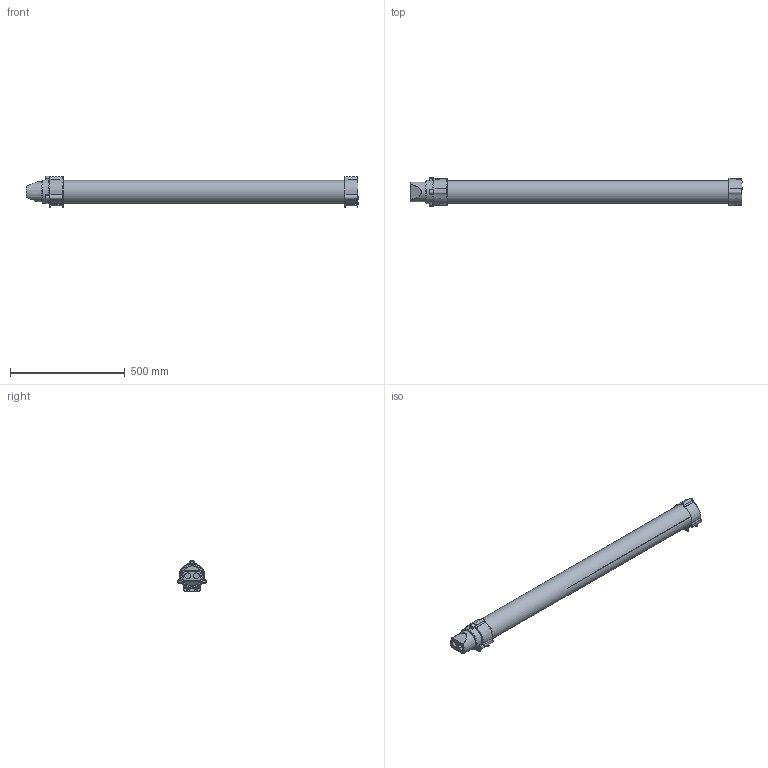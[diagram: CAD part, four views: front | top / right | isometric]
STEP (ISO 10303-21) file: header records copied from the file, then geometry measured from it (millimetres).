
FILE_DESCRIPTION (( 'STEP AP214' ), '1' );
FILE_NAME ('DP_MAX_1200.STEP', '2025-01-24T14:18:31', ( '' ), ( '' ), 'SwSTEP 2.0', 'SolidWorks 2022', '' );
FILE_SCHEMA (( 'AUTOMOTIVE_DESIGN' ));
Length unit declared in the file: millimetre
Products named in the file (1): DP_MAX_1200
Bounding box: 1447 x 125.29 x 137.79 mm (x, y, z)
Volume: 1596123.3 mm3; surface area: 1140241.5 mm2
Topology: 4 solids, 4 shells, 1160 faces, 2762 edges, 1571 vertices
Faces by surface type: bspline 440, cylinder 271, plane 180, torus 145, cone 73, sphere 51
Full cylindrical faces by diameter (mm): 25.4 x2, 100 x1
Entity records: 57009 total; most frequent: CARTESIAN_POINT 21277, ORIENTED_EDGE 5372, DIRECTION 4112, EDGE_CURVE 2686, AXIS2_PLACEMENT_3D 1738, VERTEX_POINT 1561, EDGE_LOOP 1195, FACE_OUTER_BOUND 1170
